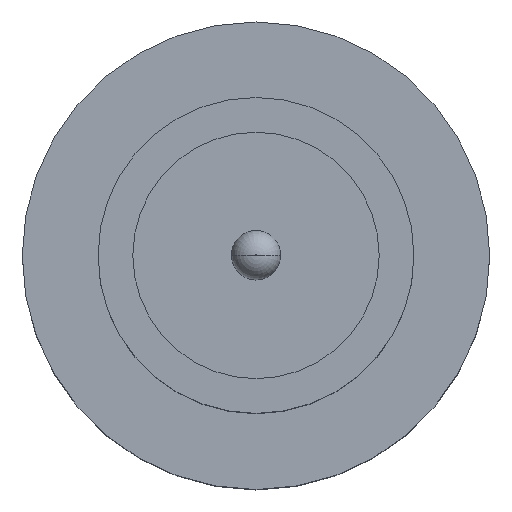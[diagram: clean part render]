
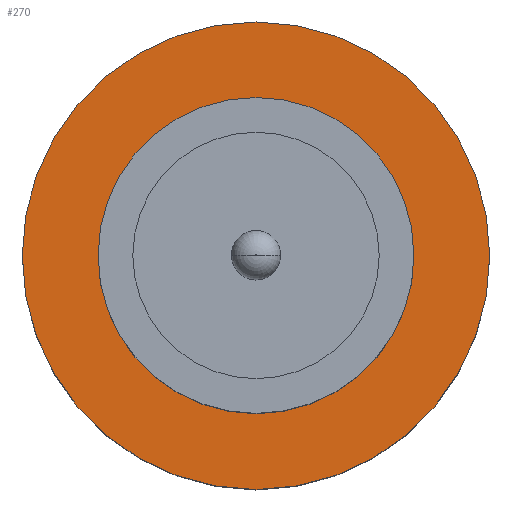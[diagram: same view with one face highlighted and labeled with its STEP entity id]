
A CAD part, top view. The second image highlights one B-rep face of the part: STEP entity #270.
In plain terms, the highlighted planar face has unit normal (0, 0, 1).
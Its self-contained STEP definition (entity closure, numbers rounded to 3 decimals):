
#18 = CIRCLE ( 'NONE', #207, 1.85 ) ;
#27 = CARTESIAN_POINT ( 'NONE',  ( -1.25, 0., 1.55 ) ) ;
#35 = AXIS2_PLACEMENT_3D ( 'NONE', #772, #286, #155 ) ;
#102 = ORIENTED_EDGE ( 'NONE', *, *, #666, .T. ) ;
#113 = VERTEX_POINT ( 'NONE', #485 ) ;
#114 = CIRCLE ( 'NONE', #523, 1.85 ) ;
#132 = CARTESIAN_POINT ( 'NONE',  ( 0., 0., 1.55 ) ) ;
#133 = EDGE_LOOP ( 'NONE', ( #102, #281 ) ) ;
#138 = PLANE ( 'NONE',  #581 ) ;
#144 = CARTESIAN_POINT ( 'NONE',  ( -1.85, 0., 1.55 ) ) ;
#148 = VERTEX_POINT ( 'NONE', #183 ) ;
#152 = CIRCLE ( 'NONE', #567, 1.25 ) ;
#155 = DIRECTION ( 'NONE',  ( 1., 0., 0. ) ) ;
#167 = ORIENTED_EDGE ( 'NONE', *, *, #708, .F. ) ;
#183 = CARTESIAN_POINT ( 'NONE',  ( 1.25, 0., 1.55 ) ) ;
#187 = DIRECTION ( 'NONE',  ( 1., 0., 0. ) ) ;
#207 = AXIS2_PLACEMENT_3D ( 'NONE', #132, #436, #187 ) ;
#218 = FACE_OUTER_BOUND ( 'NONE', #133, .T. ) ;
#222 = CARTESIAN_POINT ( 'NONE',  ( 0., 0., 1.55 ) ) ;
#235 = VERTEX_POINT ( 'NONE', #144 ) ;
#243 = ORIENTED_EDGE ( 'NONE', *, *, #308, .F. ) ;
#258 = EDGE_LOOP ( 'NONE', ( #243, #167 ) ) ;
#270 = ADVANCED_FACE ( 'NONE', ( #377, #218 ), #138, .T. ) ;
#281 = ORIENTED_EDGE ( 'NONE', *, *, #487, .T. ) ;
#285 = DIRECTION ( 'NONE',  ( 0., 0., 1. ) ) ;
#286 = DIRECTION ( 'NONE',  ( 0., 0., 1. ) ) ;
#308 = EDGE_CURVE ( 'NONE', #148, #700, #152, .T. ) ;
#340 = DIRECTION ( 'NONE',  ( 1., 0., 0. ) ) ;
#377 = FACE_BOUND ( 'NONE', #258, .T. ) ;
#380 = CARTESIAN_POINT ( 'NONE',  ( 0., 0., 1.55 ) ) ;
#436 = DIRECTION ( 'NONE',  ( 0., 0., 1. ) ) ;
#449 = DIRECTION ( 'NONE',  ( 1., 0., 0. ) ) ;
#485 = CARTESIAN_POINT ( 'NONE',  ( 1.85, 0., 1.55 ) ) ;
#487 = EDGE_CURVE ( 'NONE', #113, #235, #18, .T. ) ;
#523 = AXIS2_PLACEMENT_3D ( 'NONE', #222, #285, #340 ) ;
#564 = DIRECTION ( 'NONE',  ( 0., 0., 1. ) ) ;
#566 = DIRECTION ( 'NONE',  ( 1., 0., 0. ) ) ;
#567 = AXIS2_PLACEMENT_3D ( 'NONE', #380, #624, #449 ) ;
#581 = AXIS2_PLACEMENT_3D ( 'NONE', #683, #564, #566 ) ;
#624 = DIRECTION ( 'NONE',  ( 0., 0., 1. ) ) ;
#666 = EDGE_CURVE ( 'NONE', #235, #113, #114, .T. ) ;
#683 = CARTESIAN_POINT ( 'NONE',  ( 0., 0., 1.55 ) ) ;
#700 = VERTEX_POINT ( 'NONE', #27 ) ;
#708 = EDGE_CURVE ( 'NONE', #700, #148, #734, .T. ) ;
#734 = CIRCLE ( 'NONE', #35, 1.25 ) ;
#772 = CARTESIAN_POINT ( 'NONE',  ( 0., 0., 1.55 ) ) ;
